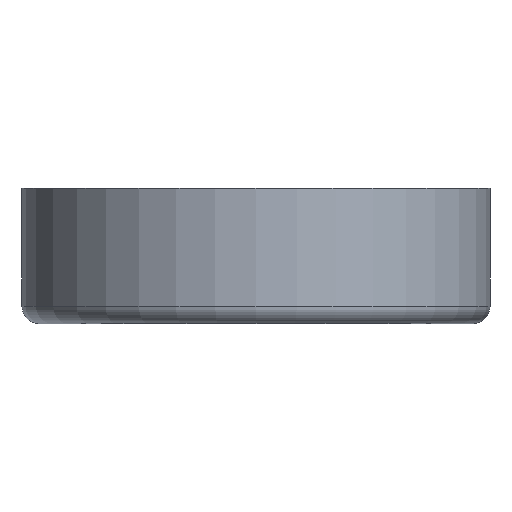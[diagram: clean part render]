
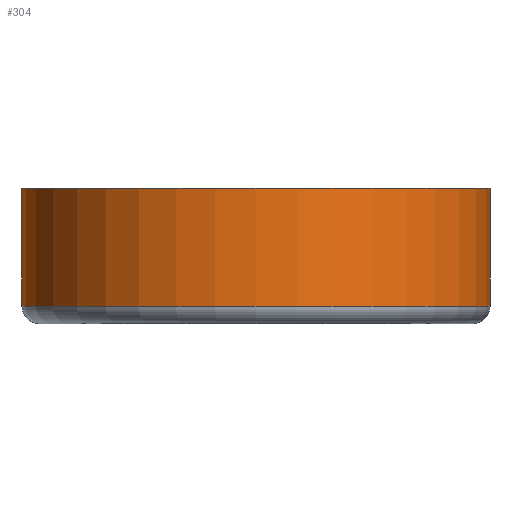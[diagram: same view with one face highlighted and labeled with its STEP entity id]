
A CAD part, front view. The second image highlights one B-rep face of the part: STEP entity #304.
In plain terms, the highlighted cylindrical face has radius 26.8 mm (diameter 53.6 mm), a full revolution.
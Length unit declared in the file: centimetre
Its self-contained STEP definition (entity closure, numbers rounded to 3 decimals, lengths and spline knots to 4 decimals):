
#74=VECTOR('',#352,1.);
#79=VECTOR('',#359,1.);
#83=LINE('',#460,#74);
#88=LINE('',#519,#79);
#94=B_SPLINE_CURVE_WITH_KNOTS('',3,(#527,#528,#529,#530,#531,#532,#533,#534,
#535,#536,#537,#538,#539,#540,#541,#542,#543,#544,#545,#546,#547,#548,#549,
#550,#551,#552,#553,#554,#555,#556,#557,#558,#559,#560),.UNSPECIFIED.,.T.,
 .U.,(4,2,2,2,2,2,2,2,2,2,2,2,2,2,2,2,4),(0.,0.2402,0.4804,
0.7206,0.9607,1.2009,1.4411,1.6813,
1.9215,2.1617,2.4019,2.642,2.8822,
3.1224,3.3625,3.6027,3.8429),
 .UNSPECIFIED.);
#109=CYLINDRICAL_SURFACE('',#333,2.68);
#113=VERTEX_POINT('',#405);
#114=VERTEX_POINT('',#406);
#118=VERTEX_POINT('',#461);
#122=VERTEX_POINT('',#520);
#124=VERTEX_POINT('',#561);
#130=VERTEX_POINT('',#579);
#131=VERTEX_POINT('',#582);
#135=CIRCLE('',#314,2.68);
#136=CIRCLE('',#318,2.68);
#143=CIRCLE('',#332,2.68);
#144=CIRCLE('',#334,2.68);
#148=EDGE_CURVE('',#113,#114,#135,.T.);
#153=EDGE_CURVE('',#118,#113,#83,.T.);
#160=EDGE_CURVE('',#114,#122,#88,.T.);
#162=EDGE_CURVE('',#122,#118,#136,.T.);
#164=EDGE_CURVE('',#124,#124,#94,.T.);
#170=EDGE_CURVE('',#130,#130,#143,.T.);
#171=EDGE_CURVE('',#131,#131,#144,.T.);
#216=ORIENTED_EDGE('',*,*,#153,.T.);
#217=ORIENTED_EDGE('',*,*,#148,.T.);
#218=ORIENTED_EDGE('',*,*,#160,.T.);
#219=ORIENTED_EDGE('',*,*,#162,.T.);
#220=ORIENTED_EDGE('',*,*,#164,.T.);
#221=ORIENTED_EDGE('',*,*,#171,.T.);
#222=ORIENTED_EDGE('',*,*,#170,.F.);
#250=EDGE_LOOP('',(#216,#217,#218,#219));
#251=EDGE_LOOP('',(#220));
#252=EDGE_LOOP('',(#221));
#253=EDGE_LOOP('',(#222));
#281=FACE_BOUND('',#250,.T.);
#282=FACE_BOUND('',#251,.T.);
#283=FACE_BOUND('',#252,.T.);
#284=FACE_BOUND('',#253,.T.);
#304=ADVANCED_FACE('',(#281,#282,#283,#284),#109,.T.);
#314=AXIS2_PLACEMENT_3D('',#404,#348,#349);
#318=AXIS2_PLACEMENT_3D('',#523,#362,#363);
#332=AXIS2_PLACEMENT_3D('',#578,#386,#387);
#333=AXIS2_PLACEMENT_3D('',#580,#388,#389);
#334=AXIS2_PLACEMENT_3D('',#581,#390,#391);
#348=DIRECTION('',(0.,0.,-1.));
#349=DIRECTION('',(2.68,0.,0.));
#352=DIRECTION('',(0.,0.,-1.));
#359=DIRECTION('',(0.,0.,1.));
#362=DIRECTION('',(0.,0.,1.));
#363=DIRECTION('',(2.68,0.,0.));
#386=DIRECTION('',(0.,0.,-1.));
#387=DIRECTION('',(-2.68,0.,0.));
#388=DIRECTION('',(0.,0.,1.));
#389=DIRECTION('',(2.68,0.,0.));
#390=DIRECTION('',(0.,0.,-1.));
#391=DIRECTION('',(2.68,0.,0.));
#404=CARTESIAN_POINT('',(0.,0.,0.84));
#405=CARTESIAN_POINT('',(1.4494,2.2543,0.84));
#406=CARTESIAN_POINT('',(1.4778,2.2358,0.84));
#460=CARTESIAN_POINT('',(1.4494,2.2543,0.84));
#461=CARTESIAN_POINT('',(1.4494,2.2543,0.86));
#519=CARTESIAN_POINT('',(1.4778,2.2358,0.85));
#520=CARTESIAN_POINT('',(1.4778,2.2358,0.86));
#523=CARTESIAN_POINT('',(0.,0.,0.86));
#527=CARTESIAN_POINT('',(0.635,2.6037,0.84));
#528=CARTESIAN_POINT('',(0.635,2.6037,0.9201));
#529=CARTESIAN_POINT('',(0.6189,2.6078,1.0052));
#530=CARTESIAN_POINT('',(0.554,2.6223,1.1616));
#531=CARTESIAN_POINT('',(0.5052,2.6326,1.2328));
#532=CARTESIAN_POINT('',(0.3928,2.6517,1.3452));
#533=CARTESIAN_POINT('',(0.3216,2.6618,1.394));
#534=CARTESIAN_POINT('',(0.1652,2.6761,1.4589));
#535=CARTESIAN_POINT('',(0.0801,2.68,1.475));
#536=CARTESIAN_POINT('',(-0.0801,2.68,1.475));
#537=CARTESIAN_POINT('',(-0.1652,2.6761,1.4589));
#538=CARTESIAN_POINT('',(-0.3216,2.6618,1.394));
#539=CARTESIAN_POINT('',(-0.3928,2.6517,1.3452));
#540=CARTESIAN_POINT('',(-0.5052,2.6326,1.2328));
#541=CARTESIAN_POINT('',(-0.554,2.6223,1.1616));
#542=CARTESIAN_POINT('',(-0.6189,2.6078,1.0052));
#543=CARTESIAN_POINT('',(-0.635,2.6037,0.9201));
#544=CARTESIAN_POINT('',(-0.635,2.6037,0.7599));
#545=CARTESIAN_POINT('',(-0.6189,2.6078,0.6748));
#546=CARTESIAN_POINT('',(-0.554,2.6223,0.5184));
#547=CARTESIAN_POINT('',(-0.5052,2.6326,0.4472));
#548=CARTESIAN_POINT('',(-0.3928,2.6517,0.3348));
#549=CARTESIAN_POINT('',(-0.3216,2.6618,0.286));
#550=CARTESIAN_POINT('',(-0.1652,2.6761,0.2211));
#551=CARTESIAN_POINT('',(-0.0801,2.68,0.205));
#552=CARTESIAN_POINT('',(0.0801,2.68,0.205));
#553=CARTESIAN_POINT('',(0.1652,2.6761,0.2211));
#554=CARTESIAN_POINT('',(0.3216,2.6618,0.286));
#555=CARTESIAN_POINT('',(0.3928,2.6517,0.3348));
#556=CARTESIAN_POINT('',(0.5052,2.6326,0.4472));
#557=CARTESIAN_POINT('',(0.554,2.6223,0.5184));
#558=CARTESIAN_POINT('',(0.6189,2.6078,0.6748));
#559=CARTESIAN_POINT('',(0.635,2.6037,0.7599));
#560=CARTESIAN_POINT('',(0.635,2.6037,0.84));
#561=CARTESIAN_POINT('',(0.635,2.6037,0.84));
#578=CARTESIAN_POINT('',(0.,0.,0.2));
#579=CARTESIAN_POINT('',(2.68,0.,0.2));
#580=CARTESIAN_POINT('',(0.,0.,0.));
#581=CARTESIAN_POINT('',(0.,0.,1.55));
#582=CARTESIAN_POINT('',(2.68,0.,1.55));
